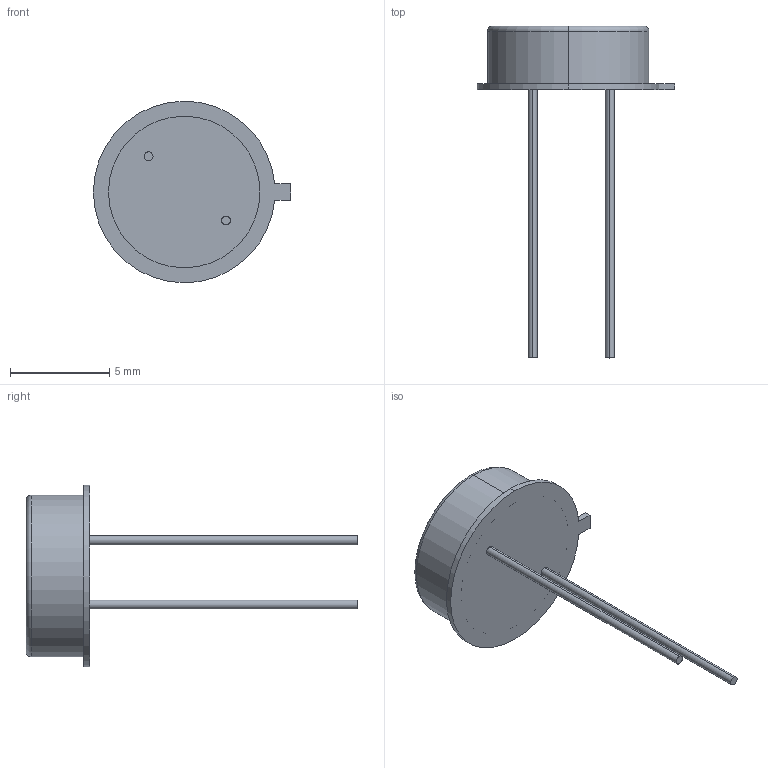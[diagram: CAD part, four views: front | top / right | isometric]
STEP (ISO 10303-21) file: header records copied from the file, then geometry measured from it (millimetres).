
FILE_DESCRIPTION (( 'STEP AP214' ), '1' );
FILE_NAME ('12174-E0W.STEP', '2013-04-04T22:28:26', ( 'Admin' ), ( '' ), 'SwSTEP 2.0', 'SolidWorks 2012', '' );
FILE_SCHEMA (( 'AUTOMOTIVE_DESIGN' ));
Length unit declared in the file: millimetre
Products named in the file (1): 12174-E0W
Bounding box: 9.92 x 16.7 x 9.14 mm (x, y, z)
Volume: 39.3 mm3; surface area: 398.3 mm2
Topology: 2 solids, 2 shells, 36 faces, 76 edges, 50 vertices
Faces by surface type: plane 21, cylinder 13, torus 2
Entity records: 1380 total; most frequent: DIRECTION 180, CARTESIAN_POINT 163, ORIENTED_EDGE 152, EDGE_CURVE 76, AXIS2_PLACEMENT_3D 67, VERTEX_POINT 50, VECTOR 46, LINE 46
